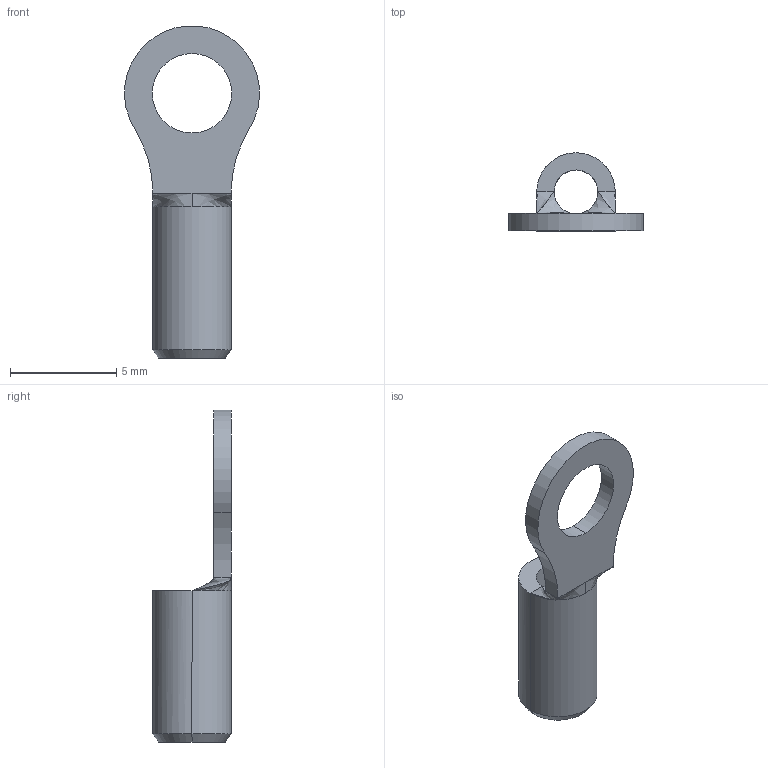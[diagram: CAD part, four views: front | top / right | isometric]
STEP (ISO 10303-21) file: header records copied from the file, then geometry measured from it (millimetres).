
FILE_DESCRIPTION (( 'STEP AP214' ), '1' );
FILE_NAME ('P14-6R-C.STEP', '2011-12-21T16:34:46', ( 'IT' ), ( 'Panduit Corp.' ), 'SwSTEP 2.0', 'SolidWorks 2009', '' );
FILE_SCHEMA (( 'AUTOMOTIVE_DESIGN' ));
Length unit declared in the file: inch
Products named in the file (1): P14-6R-C
Bounding box: 6.34 x 3.68 x 15.61 mm (x, y, z)
Volume: 74.8 mm3; surface area: 224.3 mm2
Topology: 1 solids, 1 shells, 23 faces, 52 edges, 30 vertices
Faces by surface type: cylinder 9, bspline 6, cone 4, plane 4
Entity records: 775 total; most frequent: CARTESIAN_POINT 244, ORIENTED_EDGE 104, DIRECTION 102, EDGE_CURVE 52, AXIS2_PLACEMENT_3D 40, VERTEX_POINT 30, EDGE_LOOP 26, FACE_OUTER_BOUND 23
